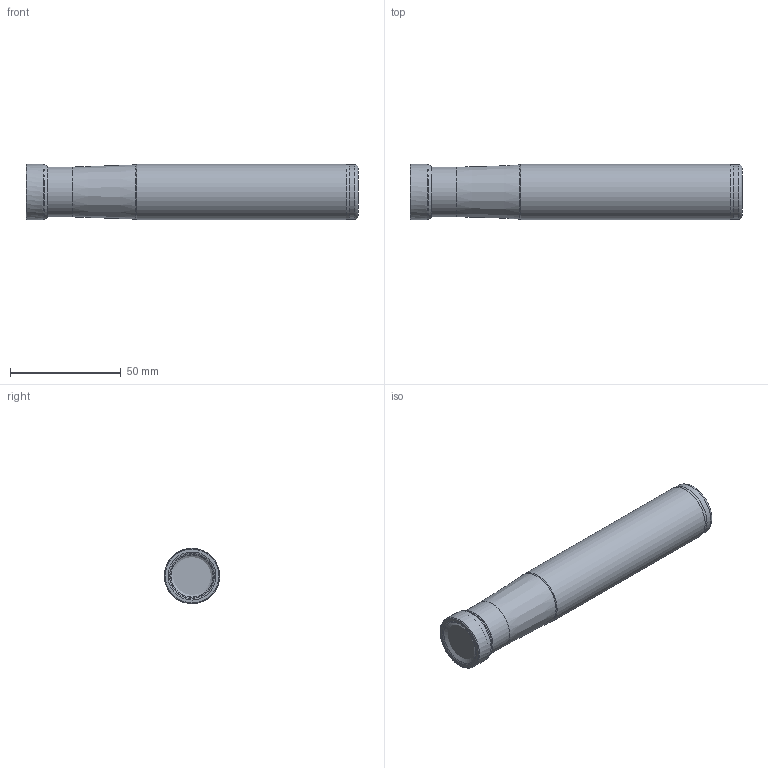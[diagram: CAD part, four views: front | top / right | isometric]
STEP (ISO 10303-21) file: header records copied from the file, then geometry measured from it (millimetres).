
FILE_DESCRIPTION(/* description */ (''),/* implementation_level */ '2;1');
FILE_NAME(/* name */ 'AEM90-3P1004-D25-W25-L150-Z03.stp',/* time_stamp */ '2023-10-19T10:35:31+03:00',/* author */ (''),/* organization */ (''),/* preprocessor_version */ 'ST-DEVELOPER v19.4',/* originating_system */ 'SIEMENS PLM Software NX2306.3001',/* authorisation */ '');
FILE_SCHEMA (('AUTOMOTIVE_DESIGN { 1 0 10303 214 3 1 1 1 }'));
Length unit declared in the file: millimetre
Products named in the file (1): AEM90-3P1004-D25-W25-L150-Z03
Bounding box: 150 x 25 x 25 mm (x, y, z)
Volume: 73008.8 mm3; surface area: 14032.4 mm2
Topology: 2 solids, 2 shells, 30 faces, 68 edges, 41 vertices
Faces by surface type: revolution 12, torus 6, cone 6, plane 3, cylinder 3
Full cylindrical faces by diameter (mm): 22.5 x1, 24.5 x1, 25 x1
Entity records: 793 total; most frequent: DIRECTION 123, CARTESIAN_POINT 101, EDGE_LOOP 58, ORIENTED_EDGE 58, FACE_BOUND 56, AXIS2_PLACEMENT_3D 51, ADVANCED_FACE 30, VERTEX_POINT 29
